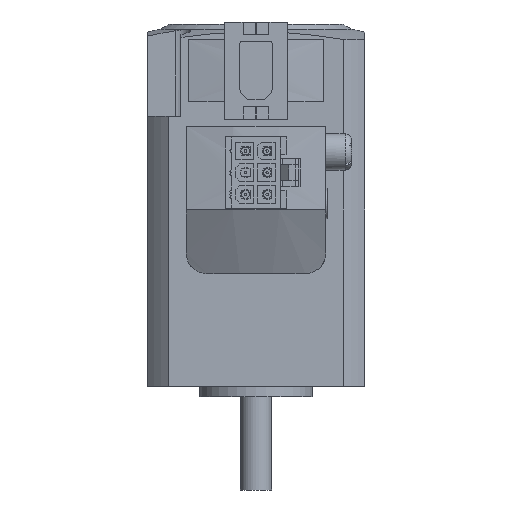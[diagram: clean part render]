
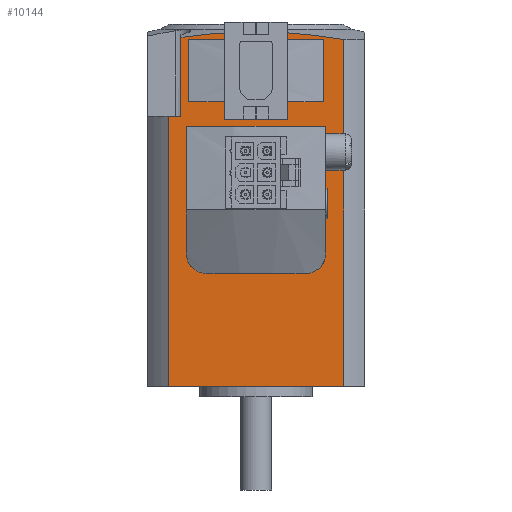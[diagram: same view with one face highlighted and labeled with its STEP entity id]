
A CAD part, front view. The second image highlights one B-rep face of the part: STEP entity #10144.
In plain terms, the highlighted planar face has unit normal (0, -1, 0).
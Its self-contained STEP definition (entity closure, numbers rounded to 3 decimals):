
#23 = DIRECTION ( 'NONE',  ( -1., 0., 0. ) ) ;
#115 = EDGE_LOOP ( 'NONE', ( #2466, #16725, #8723, #13713, #11079, #10475, #14288 ) ) ;
#343 = VECTOR ( 'NONE', #467, 1000. ) ;
#467 = DIRECTION ( 'NONE',  ( 0., 0., 1. ) ) ;
#532 = VERTEX_POINT ( 'NONE', #1467 ) ;
#582 = VECTOR ( 'NONE', #8490, 1000. ) ;
#583 = DIRECTION ( 'NONE',  ( 0., 0., 1. ) ) ;
#619 = CARTESIAN_POINT ( 'NONE',  ( 21., -21., 52.2 ) ) ;
#730 = CARTESIAN_POINT ( 'NONE',  ( 13.5, -21., 50.3 ) ) ;
#749 = DIRECTION ( 'NONE',  ( 0., 1., 0. ) ) ;
#803 = LINE ( 'NONE', #17278, #343 ) ;
#890 = EDGE_CURVE ( 'NONE', #11945, #7003, #1770, .T. ) ;
#959 = ORIENTED_EDGE ( 'NONE', *, *, #10297, .T. ) ;
#1032 = CARTESIAN_POINT ( 'NONE',  ( -14.5, -21., 67.412 ) ) ;
#1108 = EDGE_CURVE ( 'NONE', #11681, #15618, #8575, .T. ) ;
#1221 = ORIENTED_EDGE ( 'NONE', *, *, #9664, .T. ) ;
#1311 = CARTESIAN_POINT ( 'NONE',  ( -13.5, -21., 50.3 ) ) ;
#1425 = EDGE_CURVE ( 'NONE', #5231, #11311, #13622, .T. ) ;
#1466 = ORIENTED_EDGE ( 'NONE', *, *, #1425, .T. ) ;
#1467 = CARTESIAN_POINT ( 'NONE',  ( 9.5, -21., 21.8 ) ) ;
#1686 = ORIENTED_EDGE ( 'NONE', *, *, #11688, .T. ) ;
#1719 = VECTOR ( 'NONE', #7716, 1000. ) ;
#1770 = LINE ( 'NONE', #7984, #8364 ) ;
#1813 = EDGE_CURVE ( 'NONE', #7003, #5231, #7464, .T. ) ;
#2147 = VERTEX_POINT ( 'NONE', #2512 ) ;
#2290 = EDGE_CURVE ( 'NONE', #17629, #18198, #3266, .T. ) ;
#2328 = CARTESIAN_POINT ( 'NONE',  ( -13., -21., 55. ) ) ;
#2403 = CARTESIAN_POINT ( 'NONE',  ( -16.971, -21., 52.2 ) ) ;
#2414 = VECTOR ( 'NONE', #9814, 1000. ) ;
#2466 = ORIENTED_EDGE ( 'NONE', *, *, #2877, .F. ) ;
#2512 = CARTESIAN_POINT ( 'NONE',  ( -14.5, -21., 52.2 ) ) ;
#2821 = VECTOR ( 'NONE', #14039, 1000. ) ;
#2877 = EDGE_CURVE ( 'NONE', #2147, #8917, #8074, .T. ) ;
#2894 = CIRCLE ( 'NONE', #9442, 97.77 ) ;
#3266 = LINE ( 'NONE', #12647, #2821 ) ;
#3300 = VECTOR ( 'NONE', #7638, 1000. ) ;
#3417 = FACE_BOUND ( 'NONE', #12755, .T. ) ;
#3709 = EDGE_CURVE ( 'NONE', #2147, #17629, #14490, .T. ) ;
#3992 = CARTESIAN_POINT ( 'NONE',  ( -9.5, -21., 25.8 ) ) ;
#4215 = CARTESIAN_POINT ( 'NONE',  ( -13.5, -21., 50.3 ) ) ;
#4305 = VECTOR ( 'NONE', #8040, 1000. ) ;
#4457 = AXIS2_PLACEMENT_3D ( 'NONE', #12952, #4555, #14355 ) ;
#4555 = DIRECTION ( 'NONE',  ( 0., 1., 0. ) ) ;
#4629 = DIRECTION ( 'NONE',  ( 1., 0., 0. ) ) ;
#4791 = CARTESIAN_POINT ( 'NONE',  ( 0., -21., -29.277 ) ) ;
#5066 = CARTESIAN_POINT ( 'NONE',  ( 16.971, -21., 67.009 ) ) ;
#5131 = VERTEX_POINT ( 'NONE', #6373 ) ;
#5231 = VERTEX_POINT ( 'NONE', #17736 ) ;
#5414 = DIRECTION ( 'NONE',  ( 0., 0., -1. ) ) ;
#6019 = AXIS2_PLACEMENT_3D ( 'NONE', #9155, #749, #10567 ) ;
#6208 = DIRECTION ( 'NONE',  ( 0., 0., 1. ) ) ;
#6311 = CARTESIAN_POINT ( 'NONE',  ( -13., -21., 55. ) ) ;
#6373 = CARTESIAN_POINT ( 'NONE',  ( -13.5, -21., 25.8 ) ) ;
#6403 = EDGE_CURVE ( 'NONE', #15618, #532, #11526, .T. ) ;
#6644 = CARTESIAN_POINT ( 'NONE',  ( 21., -21., 0. ) ) ;
#6801 = ORIENTED_EDGE ( 'NONE', *, *, #1813, .T. ) ;
#6996 = CARTESIAN_POINT ( 'NONE',  ( 13.5, -21., 50.3 ) ) ;
#7003 = VERTEX_POINT ( 'NONE', #8576 ) ;
#7064 = CARTESIAN_POINT ( 'NONE',  ( -13.5, -21., 21.8 ) ) ;
#7377 = CARTESIAN_POINT ( 'NONE',  ( -13., -21., 67. ) ) ;
#7464 = LINE ( 'NONE', #7377, #14481 ) ;
#7504 = EDGE_CURVE ( 'NONE', #10721, #11681, #17871, .T. ) ;
#7566 = AXIS2_PLACEMENT_3D ( 'NONE', #4791, #14594, #6208 ) ;
#7638 = DIRECTION ( 'NONE',  ( -1., 0., 0. ) ) ;
#7716 = DIRECTION ( 'NONE',  ( -1., 0., 0. ) ) ;
#7908 = VERTEX_POINT ( 'NONE', #5066 ) ;
#7984 = CARTESIAN_POINT ( 'NONE',  ( -13., -21., 55. ) ) ;
#8040 = DIRECTION ( 'NONE',  ( -1., 0., 0. ) ) ;
#8074 = LINE ( 'NONE', #8432, #582 ) ;
#8197 = ORIENTED_EDGE ( 'NONE', *, *, #7504, .T. ) ;
#8364 = VECTOR ( 'NONE', #9385, 1000. ) ;
#8421 = DIRECTION ( 'NONE',  ( 0., 0., 1. ) ) ;
#8432 = CARTESIAN_POINT ( 'NONE',  ( -14.5, -21., 52.2 ) ) ;
#8490 = DIRECTION ( 'NONE',  ( 0., 0., 1. ) ) ;
#8575 = LINE ( 'NONE', #730, #16013 ) ;
#8576 = CARTESIAN_POINT ( 'NONE',  ( -13., -21., 67. ) ) ;
#8723 = ORIENTED_EDGE ( 'NONE', *, *, #2290, .T. ) ;
#8809 = CIRCLE ( 'NONE', #10433, 4. ) ;
#8885 = CARTESIAN_POINT ( 'NONE',  ( 13.5, -21., 25.8 ) ) ;
#8917 = VERTEX_POINT ( 'NONE', #1032 ) ;
#8984 = VERTEX_POINT ( 'NONE', #15269 ) ;
#9002 = DIRECTION ( 'NONE',  ( 0., 1., 0. ) ) ;
#9155 = CARTESIAN_POINT ( 'NONE',  ( 21., -21., 52.2 ) ) ;
#9385 = DIRECTION ( 'NONE',  ( 0., 0., 1. ) ) ;
#9442 = AXIS2_PLACEMENT_3D ( 'NONE', #17393, #9002, #583 ) ;
#9664 = EDGE_CURVE ( 'NONE', #16795, #5131, #8809, .T. ) ;
#9814 = DIRECTION ( 'NONE',  ( 0., 0., -1. ) ) ;
#10144 = ADVANCED_FACE ( 'NONE', ( #3417, #14607, #17875 ), #14752, .F. ) ;
#10297 = EDGE_CURVE ( 'NONE', #5131, #10721, #15257, .T. ) ;
#10344 = CIRCLE ( 'NONE', #7566, 97.77 ) ;
#10433 = AXIS2_PLACEMENT_3D ( 'NONE', #3992, #13792, #5414 ) ;
#10475 = ORIENTED_EDGE ( 'NONE', *, *, #12365, .F. ) ;
#10551 = DIRECTION ( 'NONE',  ( 0., 0., -1. ) ) ;
#10567 = DIRECTION ( 'NONE',  ( 0., 0., 1. ) ) ;
#10582 = LINE ( 'NONE', #7064, #14765 ) ;
#10721 = VERTEX_POINT ( 'NONE', #11693 ) ;
#11079 = ORIENTED_EDGE ( 'NONE', *, *, #15611, .T. ) ;
#11137 = DIRECTION ( 'NONE',  ( 1., 0., 0. ) ) ;
#11240 = CARTESIAN_POINT ( 'NONE',  ( 13., -21., 55. ) ) ;
#11311 = VERTEX_POINT ( 'NONE', #17407 ) ;
#11526 = CIRCLE ( 'NONE', #4457, 4. ) ;
#11528 = VECTOR ( 'NONE', #8421, 1000. ) ;
#11681 = VERTEX_POINT ( 'NONE', #6996 ) ;
#11688 = EDGE_CURVE ( 'NONE', #532, #16795, #10582, .T. ) ;
#11693 = CARTESIAN_POINT ( 'NONE',  ( -13.5, -21., 50.3 ) ) ;
#11750 = LINE ( 'NONE', #6644, #4305 ) ;
#11945 = VERTEX_POINT ( 'NONE', #2328 ) ;
#12364 = EDGE_CURVE ( 'NONE', #8917, #8984, #10344, .T. ) ;
#12365 = EDGE_CURVE ( 'NONE', #8984, #7908, #2894, .T. ) ;
#12647 = CARTESIAN_POINT ( 'NONE',  ( -16.971, -21., 70. ) ) ;
#12755 = EDGE_LOOP ( 'NONE', ( #959, #8197, #17940, #13599, #1686, #1221 ) ) ;
#12952 = CARTESIAN_POINT ( 'NONE',  ( 9.5, -21., 25.8 ) ) ;
#13050 = CARTESIAN_POINT ( 'NONE',  ( 16.971, -21., 0. ) ) ;
#13369 = LINE ( 'NONE', #6311, #1719 ) ;
#13599 = ORIENTED_EDGE ( 'NONE', *, *, #6403, .T. ) ;
#13622 = LINE ( 'NONE', #11240, #2414 ) ;
#13713 = ORIENTED_EDGE ( 'NONE', *, *, #18158, .F. ) ;
#13735 = VECTOR ( 'NONE', #11137, 1000. ) ;
#13792 = DIRECTION ( 'NONE',  ( 0., 1., 0. ) ) ;
#14039 = DIRECTION ( 'NONE',  ( 0., 0., -1. ) ) ;
#14288 = ORIENTED_EDGE ( 'NONE', *, *, #12364, .F. ) ;
#14355 = DIRECTION ( 'NONE',  ( 0., 0., -1. ) ) ;
#14481 = VECTOR ( 'NONE', #4629, 1000. ) ;
#14490 = LINE ( 'NONE', #619, #3300 ) ;
#14525 = EDGE_LOOP ( 'NONE', ( #14735, #6801, #1466, #15677 ) ) ;
#14594 = DIRECTION ( 'NONE',  ( 0., 1., 0. ) ) ;
#14599 = EDGE_CURVE ( 'NONE', #11311, #11945, #13369, .T. ) ;
#14607 = FACE_BOUND ( 'NONE', #14525, .T. ) ;
#14735 = ORIENTED_EDGE ( 'NONE', *, *, #890, .T. ) ;
#14752 = PLANE ( 'NONE',  #6019 ) ;
#14765 = VECTOR ( 'NONE', #23, 1000. ) ;
#15257 = LINE ( 'NONE', #4215, #11528 ) ;
#15269 = CARTESIAN_POINT ( 'NONE',  ( 0., -21., 68.493 ) ) ;
#15611 = EDGE_CURVE ( 'NONE', #16652, #7908, #803, .T. ) ;
#15618 = VERTEX_POINT ( 'NONE', #8885 ) ;
#15677 = ORIENTED_EDGE ( 'NONE', *, *, #14599, .T. ) ;
#16013 = VECTOR ( 'NONE', #10551, 1000. ) ;
#16125 = CARTESIAN_POINT ( 'NONE',  ( -9.5, -21., 21.8 ) ) ;
#16420 = CARTESIAN_POINT ( 'NONE',  ( -16.971, -21., 0. ) ) ;
#16652 = VERTEX_POINT ( 'NONE', #13050 ) ;
#16725 = ORIENTED_EDGE ( 'NONE', *, *, #3709, .T. ) ;
#16795 = VERTEX_POINT ( 'NONE', #16125 ) ;
#17278 = CARTESIAN_POINT ( 'NONE',  ( 16.971, -21., 70. ) ) ;
#17393 = CARTESIAN_POINT ( 'NONE',  ( 0., -21., -29.277 ) ) ;
#17407 = CARTESIAN_POINT ( 'NONE',  ( 13., -21., 55. ) ) ;
#17629 = VERTEX_POINT ( 'NONE', #2403 ) ;
#17736 = CARTESIAN_POINT ( 'NONE',  ( 13., -21., 67. ) ) ;
#17871 = LINE ( 'NONE', #1311, #13735 ) ;
#17875 = FACE_OUTER_BOUND ( 'NONE', #115, .T. ) ;
#17940 = ORIENTED_EDGE ( 'NONE', *, *, #1108, .T. ) ;
#18158 = EDGE_CURVE ( 'NONE', #16652, #18198, #11750, .T. ) ;
#18198 = VERTEX_POINT ( 'NONE', #16420 ) ;
